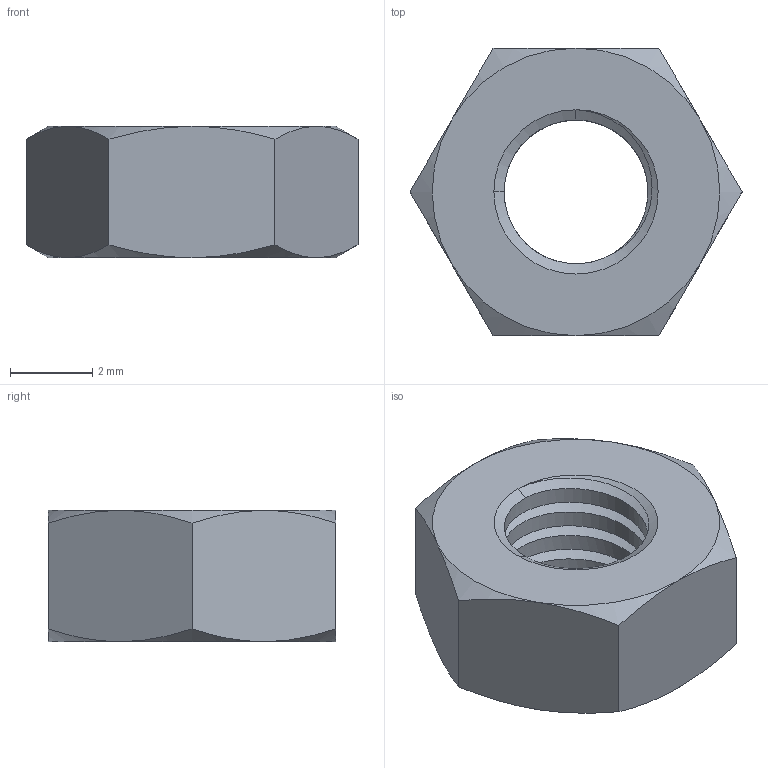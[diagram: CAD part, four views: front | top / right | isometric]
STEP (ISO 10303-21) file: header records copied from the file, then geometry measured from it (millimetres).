
FILE_DESCRIPTION(/* description */ (''),/* implementation_level */ '2;1');
FILE_NAME(/* name */ 'M4 bolt nut.step',/* time_stamp */ '2021-09-18T09:22:51+12:00',/* author */ (''),/* organization */ (''),/* preprocessor_version */ 'ST-DEVELOPER v18.1',/* originating_system */ 'Autodesk Translation Framework v10.10.0.1391',/* authorisation */ '');
FILE_SCHEMA (('AUTOMOTIVE_DESIGN { 1 0 10303 214 3 1 1 }'));
Length unit declared in the file: millimetre
Products named in the file (2): M4 bolt nut; Default
Assembly tree (1 placements, depth 2):
  M4 bolt nut
    Default
Bounding box: 8.08 x 7 x 3.2 mm (x, y, z)
Volume: 102.1 mm3; surface area: 187.3 mm2
Topology: 1 solids, 1 shells, 32 faces, 73 edges, 43 vertices
Faces by surface type: cone 16, plane 8, cylinder 6, bspline 2
Full cylindrical faces by diameter (mm): 3.5 x4
Entity records: 2521 total; most frequent: CARTESIAN_POINT 1839, ORIENTED_EDGE 146, DIRECTION 119, EDGE_CURVE 73, AXIS2_PLACEMENT_3D 53, VERTEX_POINT 43, EDGE_LOOP 34, FACE_OUTER_BOUND 32
